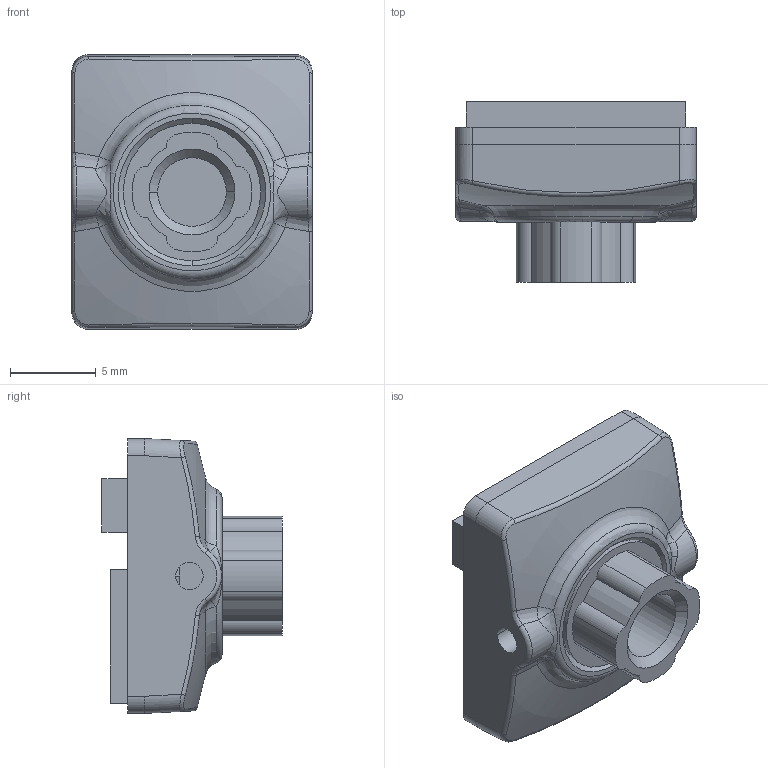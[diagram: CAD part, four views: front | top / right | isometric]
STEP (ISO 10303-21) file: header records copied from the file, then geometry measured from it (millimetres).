
FILE_DESCRIPTION((''),'2;1');
FILE_NAME('20220312-03','2022-03-12T14:17:10',('COCO'),(''),'CREO PARAMETRIC BY PTC INC, 2018050','CREO PARAMETRIC BY PTC INC, 2018050','');
FILE_SCHEMA(('CONFIG_CONTROL_DESIGN'));
Length unit declared in the file: millimetre
Products named in the file (1): 20220312-03
Bounding box: 14 x 10.5 x 16 mm (x, y, z)
Volume: 844.2 mm3; surface area: 1520.1 mm2
Topology: 1 solids, 1 shells, 178 faces, 462 edges, 295 vertices
Faces by surface type: cylinder 60, plane 47, bspline 27, cone 16, torus 16, sphere 12
Entity records: 6977 total; most frequent: CARTESIAN_POINT 2770, ORIENTED_EDGE 916, DIRECTION 826, EDGE_CURVE 458, AXIS2_PLACEMENT_3D 337, VERTEX_POINT 295, EDGE_LOOP 195, CIRCLE 186
